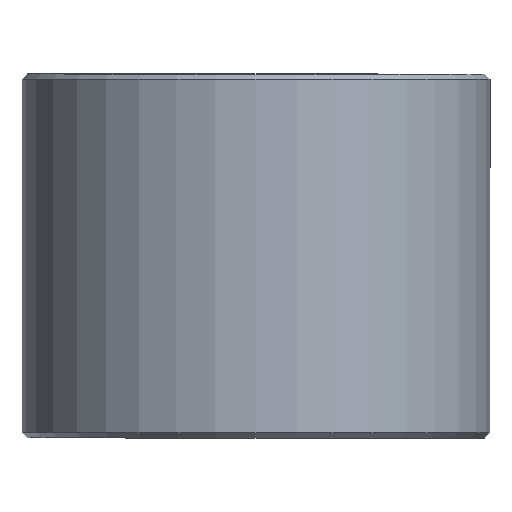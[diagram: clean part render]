
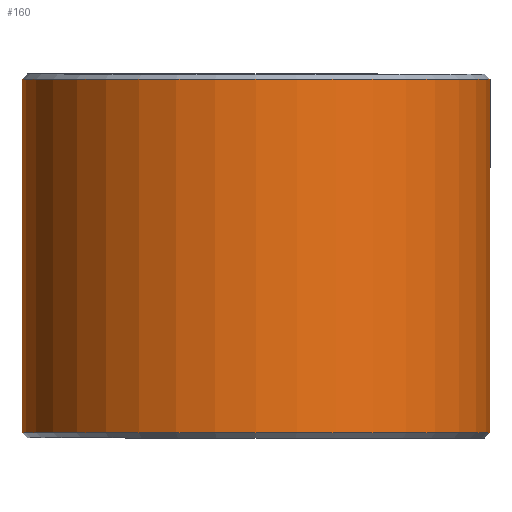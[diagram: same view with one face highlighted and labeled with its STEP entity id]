
A CAD part, front view. The second image highlights one B-rep face of the part: STEP entity #160.
In plain terms, the highlighted cylindrical face has radius 45 mm (diameter 90 mm), a full revolution.
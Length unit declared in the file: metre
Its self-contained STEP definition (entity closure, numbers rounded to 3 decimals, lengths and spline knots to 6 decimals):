
#160=ADVANCED_FACE('',(#186,#187),#188,.T.);
#186=FACE_OUTER_BOUND('',#3126,.T.);
#187=FACE_OUTER_BOUND('',#3127,.T.);
#188=CYLINDRICAL_SURFACE('',#3128,0.045);
#3126=EDGE_LOOP('',(#6091));
#3127=EDGE_LOOP('',(#6092));
#3128=AXIS2_PLACEMENT_3D('',#6093,#6094,#6095);
#6091=ORIENTED_EDGE('',*,*,#6136,.T.);
#6092=ORIENTED_EDGE('',*,*,#6137,.F.);
#6093=CARTESIAN_POINT('',(0.0,0.0,0.));
#6094=DIRECTION('',(0.0,0.,-1.0));
#6095=DIRECTION('',(0.0,1.0,0.));
#6136=EDGE_CURVE('',#6168,#6168,#6169,.T.);
#6137=EDGE_CURVE('',#6170,#6170,#6171,.T.);
#6168=VERTEX_POINT('',#6428);
#6169=CIRCLE('',#6429,0.045);
#6170=VERTEX_POINT('',#6430);
#6171=CIRCLE('',#6431,0.045);
#6428=CARTESIAN_POINT('',(0.0,0.045,0.069));
#6429=AXIS2_PLACEMENT_3D('',#6464,#6465,#6466);
#6430=CARTESIAN_POINT('',(0.0,0.045,0.001));
#6431=AXIS2_PLACEMENT_3D('',#6467,#6468,#6469);
#6464=CARTESIAN_POINT('',(0.0,0.,0.069));
#6465=DIRECTION('',(0.0,0.,-1.0));
#6466=DIRECTION('',(0.0,1.0,0.));
#6467=CARTESIAN_POINT('',(0.0,0.0,0.001));
#6468=DIRECTION('',(0.0,0.,-1.0));
#6469=DIRECTION('',(0.0,1.0,0.));
